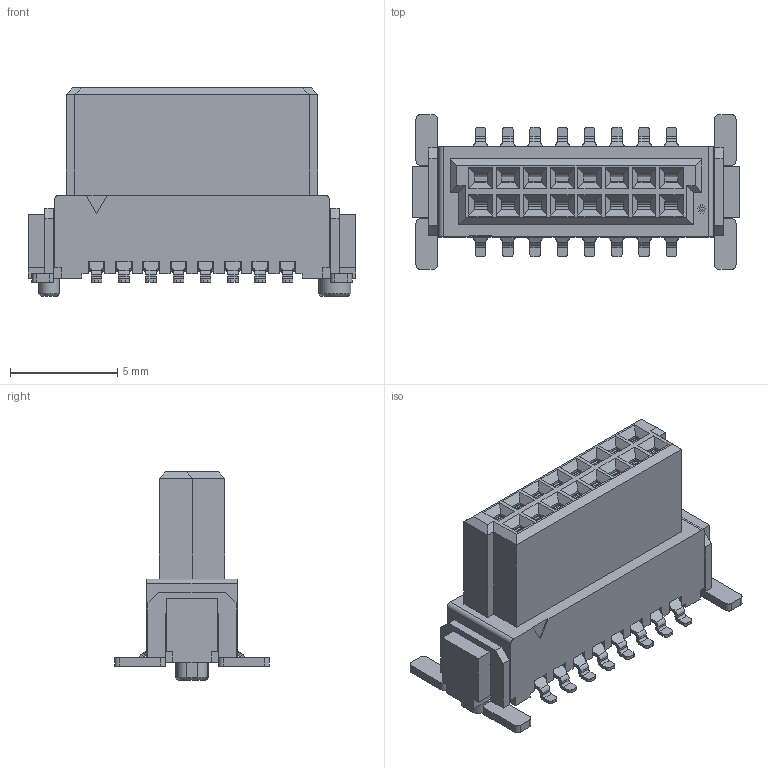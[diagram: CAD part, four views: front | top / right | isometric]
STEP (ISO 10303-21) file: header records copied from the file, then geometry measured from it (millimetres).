
FILE_DESCRIPTION(('Creo Elements/Direct Modeling STEP Export'),'2;1');
FILE_NAME('model.stp','2023-08-14T21:16:34',(''),(''),'Creo Elements/Direct Modeling STEP processor for AP214 (Solid Model)','Creo Elements/Direct Modeling 20.1D 10-Oct-2020 (C) Parametric Technology GmbH','');
FILE_SCHEMA(('AUTOMOTIVE_DESIGN { 1 0 10303 214 1 1 1 1 }'));
Length unit declared in the file: millimetre
Products named in the file (4): LP_FR_1_27_FV_9_05_CONTACT.1; GEH_FR_1_27_16_FV_9_05_HOUSING; LR_FR_1_27_BOARD_LOCK.1; FR 1.27- 16-FV 9.05
Assembly tree (19 placements, depth 2):
  FR 1.27- 16-FV 9.05
    LP_FR_1_27_FV_9_05_CONTACT.1  x16
    LR_FR_1_27_BOARD_LOCK.1  x2
    GEH_FR_1_27_16_FV_9_05_HOUSING
Bounding box: 15.25 x 7.2 x 9.7 mm (x, y, z)
Volume: 348.5 mm3; surface area: 1414.3 mm2
Topology: 19 solids, 19 shells, 1189 faces, 3360 edges, 2214 vertices
Faces by surface type: plane 879, cylinder 306, cone 4
Entity records: 17590 total; most frequent: CARTESIAN_POINT 2465, ORIENTED_EDGE 2448, DIRECTION 2195, EDGE_CURVE 1224, VECTOR 1155, LINE 1155, VERTEX_POINT 790, AXIS2_PLACEMENT_3D 520
